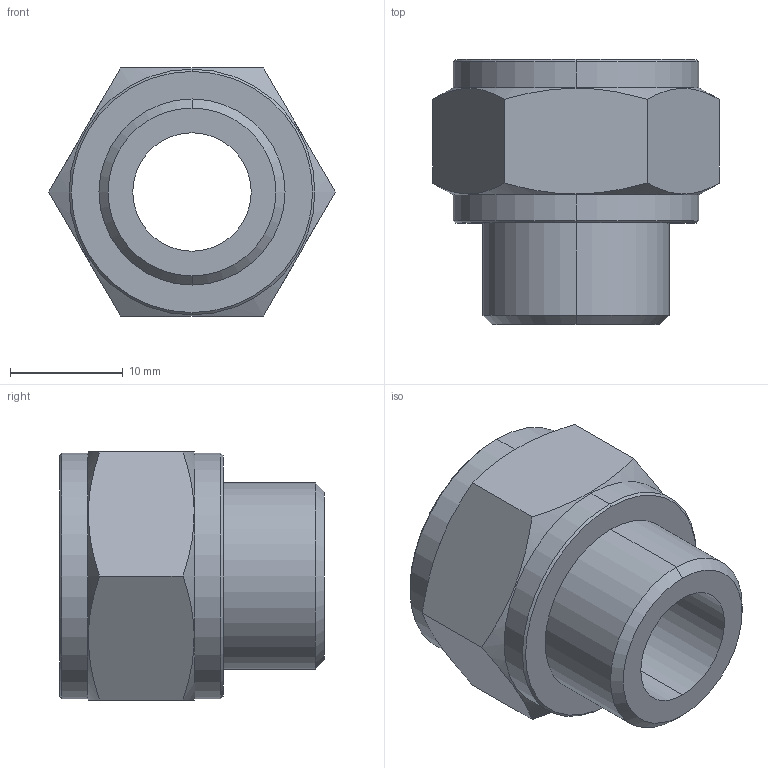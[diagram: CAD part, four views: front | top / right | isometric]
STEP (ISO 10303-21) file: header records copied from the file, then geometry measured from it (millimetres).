
FILE_DESCRIPTION (( 'STEP AP203' ), '1' );
FILE_NAME ('05070303.STEP', '2010-09-13T07:57:43', ( 'Flavio' ), ( '' ), 'SwSTEP 2.0', 'SolidWorks 2009', '' );
FILE_SCHEMA (( 'CONFIG_CONTROL_DESIGN' ));
Length unit declared in the file: millimetre
Products named in the file (1): 05070303
Bounding box: 25.4 x 23.5 x 22 mm (x, y, z)
Volume: 4591.4 mm3; surface area: 2999.4 mm2
Topology: 1 solids, 1 shells, 33 faces, 74 edges, 44 vertices
Faces by surface type: cone 14, cylinder 10, plane 9
Entity records: 1093 total; most frequent: CARTESIAN_POINT 288, DIRECTION 154, ORIENTED_EDGE 148, EDGE_CURVE 74, AXIS2_PLACEMENT_3D 62, VERTEX_POINT 44, EDGE_LOOP 36, ADVANCED_FACE 33
